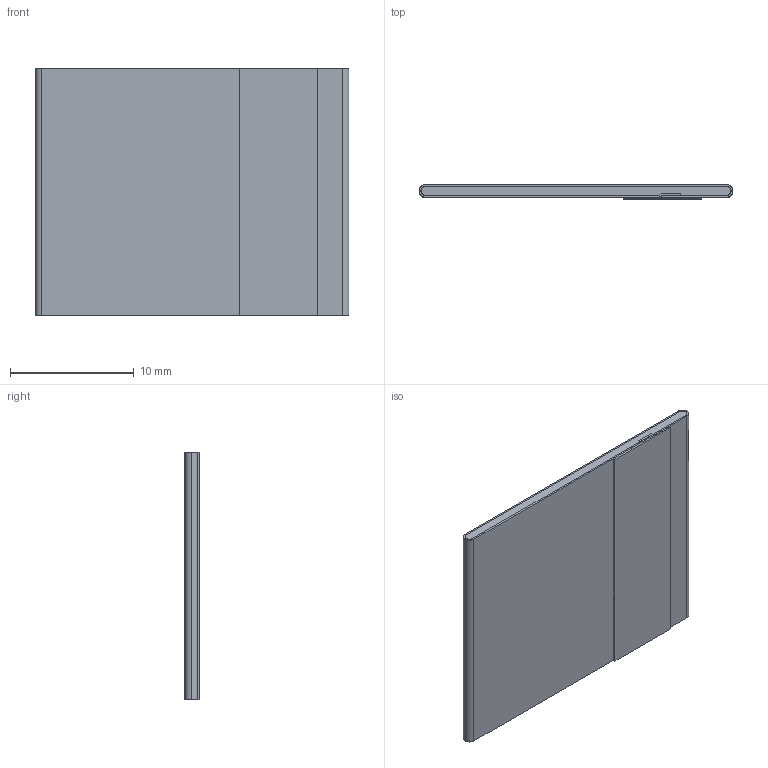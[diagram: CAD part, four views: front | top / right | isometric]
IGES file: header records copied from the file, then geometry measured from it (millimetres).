
Start section: SolidWorks IGES file using analytic representation for surfaces
Global section: file name: E29.IGS; native system: SolidWorks 2011; preprocessor: SolidWorks 2011; author: ldavid; date: 110909.092600; units: millimetre
Bounding box: 25.4 x 1.17 x 20 mm (x, y, z)
Surface area: 3464.8 mm2 (no closed solid volume)
Topology: 0 solids, 0 shells, 37 faces, 264 edges, 264 vertices
Faces by surface type: bspline 28, revolution 9
